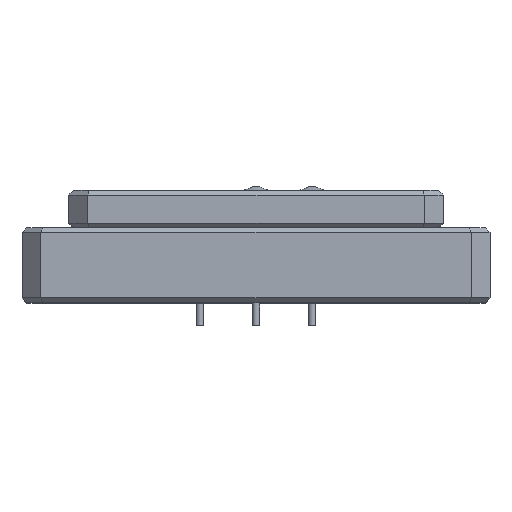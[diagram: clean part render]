
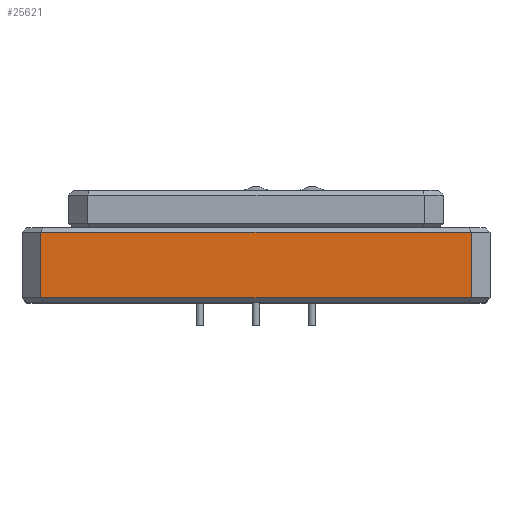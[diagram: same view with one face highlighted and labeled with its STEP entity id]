
A CAD part, top view. The second image highlights one B-rep face of the part: STEP entity #25621.
In plain terms, the highlighted planar face has unit normal (0, 0, 1).
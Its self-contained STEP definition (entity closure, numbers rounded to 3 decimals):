
#194 = LINE ( 'NONE', #12407, #25498 ) ;
#2217 = EDGE_CURVE ( 'NONE', #4515, #15331, #15930, .T. ) ;
#2460 = ORIENTED_EDGE ( 'NONE', *, *, #28028, .T. ) ;
#2591 = VECTOR ( 'NONE', #28193, 1000. ) ;
#2957 = ORIENTED_EDGE ( 'NONE', *, *, #2217, .T. ) ;
#3265 = ORIENTED_EDGE ( 'NONE', *, *, #11344, .T. ) ;
#3434 = LINE ( 'NONE', #14265, #31847 ) ;
#4136 = PLANE ( 'NONE',  #24654 ) ;
#4400 = DIRECTION ( 'NONE',  ( 0., 1., 0. ) ) ;
#4515 = VERTEX_POINT ( 'NONE', #8459 ) ;
#4932 = VERTEX_POINT ( 'NONE', #29999 ) ;
#6596 = CARTESIAN_POINT ( 'NONE',  ( -25., 8., 25. ) ) ;
#8459 = CARTESIAN_POINT ( 'NONE',  ( 23., 7.5, 25. ) ) ;
#10052 = LINE ( 'NONE', #26385, #20342 ) ;
#11344 = EDGE_CURVE ( 'NONE', #30232, #4515, #10052, .T. ) ;
#12407 = CARTESIAN_POINT ( 'NONE',  ( -25., 0.5, 25. ) ) ;
#14265 = CARTESIAN_POINT ( 'NONE',  ( -23., 8., 25. ) ) ;
#14378 = EDGE_LOOP ( 'NONE', ( #2460, #21303, #3265, #2957 ) ) ;
#15331 = VERTEX_POINT ( 'NONE', #25958 ) ;
#15371 = CARTESIAN_POINT ( 'NONE',  ( 23., 0.5, 25. ) ) ;
#15930 = LINE ( 'NONE', #30868, #2591 ) ;
#20342 = VECTOR ( 'NONE', #4400, 1000. ) ;
#21303 = ORIENTED_EDGE ( 'NONE', *, *, #21379, .T. ) ;
#21379 = EDGE_CURVE ( 'NONE', #4932, #30232, #194, .T. ) ;
#23747 = DIRECTION ( 'NONE',  ( 0., 0., -1. ) ) ;
#24654 = AXIS2_PLACEMENT_3D ( 'NONE', #6596, #23747, #31165 ) ;
#25498 = VECTOR ( 'NONE', #29245, 1000. ) ;
#25621 = ADVANCED_FACE ( 'NONE', ( #29941 ), #4136, .F. ) ;
#25958 = CARTESIAN_POINT ( 'NONE',  ( -23., 7.5, 25. ) ) ;
#26269 = DIRECTION ( 'NONE',  ( 0., -1., 0. ) ) ;
#26385 = CARTESIAN_POINT ( 'NONE',  ( 23., 8., 25. ) ) ;
#28028 = EDGE_CURVE ( 'NONE', #15331, #4932, #3434, .T. ) ;
#28193 = DIRECTION ( 'NONE',  ( -1., 0., 0. ) ) ;
#29245 = DIRECTION ( 'NONE',  ( 1., 0., 0. ) ) ;
#29941 = FACE_OUTER_BOUND ( 'NONE', #14378, .T. ) ;
#29999 = CARTESIAN_POINT ( 'NONE',  ( -23., 0.5, 25. ) ) ;
#30232 = VERTEX_POINT ( 'NONE', #15371 ) ;
#30868 = CARTESIAN_POINT ( 'NONE',  ( -23., 7.5, 25. ) ) ;
#31165 = DIRECTION ( 'NONE',  ( -1., 0., 0. ) ) ;
#31847 = VECTOR ( 'NONE', #26269, 1000. ) ;
